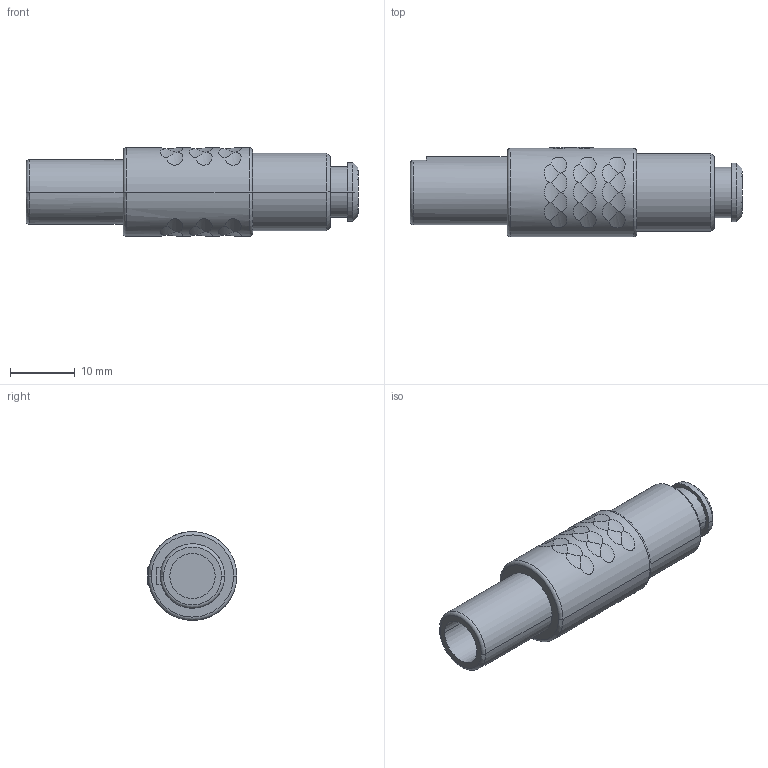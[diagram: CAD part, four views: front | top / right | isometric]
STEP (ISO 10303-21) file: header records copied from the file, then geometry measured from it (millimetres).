
FILE_DESCRIPTION((''),'2;1');
FILE_NAME('S21M0','2017-05-25T',('pbair'),(''),'PRO/ENGINEER BY PARAMETRIC TECHNOLOGY CORPORATION, 2014200','PRO/ENGINEER BY PARAMETRIC TECHNOLOGY CORPORATION, 2014200','');
FILE_SCHEMA(('AUTOMOTIVE_DESIGN { 1 0 10303 214 1 1 1 1 }'));
Length unit declared in the file: millimetre
Products named in the file (1): S21M0
Bounding box: 51.3 x 13.85 x 13.7 mm (x, y, z)
Volume: 4338.6 mm3; surface area: 2982.1 mm2
Topology: 1 solids, 1 shells, 113 faces, 296 edges, 198 vertices
Faces by surface type: cylinder 62, plane 41, torus 6, cone 4
Entity records: 4950 total; most frequent: CARTESIAN_POINT 1973, ORIENTED_EDGE 592, DIRECTION 484, EDGE_CURVE 296, AXIS2_PLACEMENT_3D 199, VERTEX_POINT 198, EDGE_LOOP 126, B_SPLINE_CURVE_WITH_KNOTS 124
